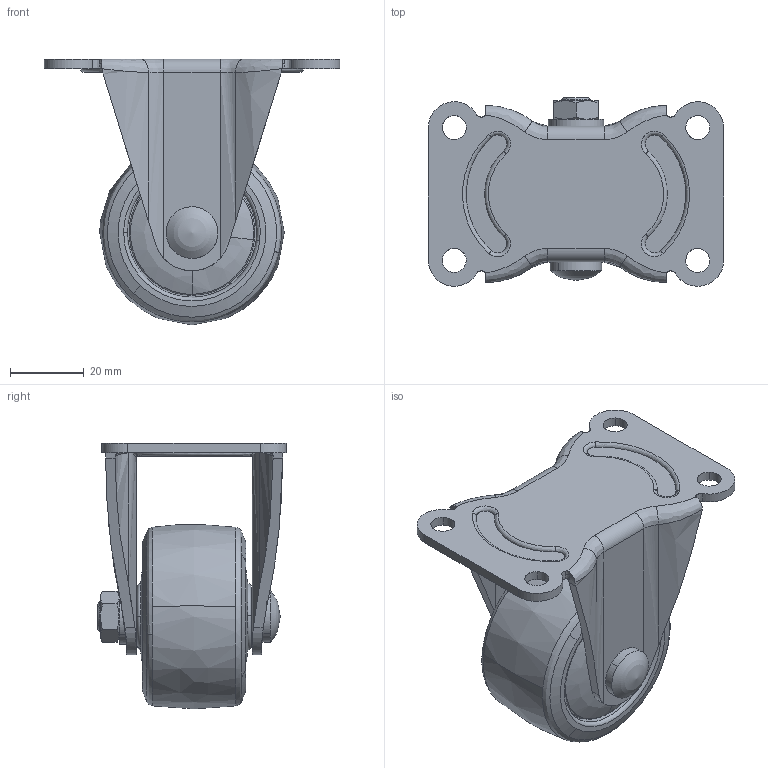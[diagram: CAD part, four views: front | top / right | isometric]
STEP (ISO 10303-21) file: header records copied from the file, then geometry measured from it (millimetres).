
FILE_DESCRIPTION((''),'2;1');
FILE_NAME('','2006-02-22T14:54:16',(''),(''),'','CADfix','');
FILE_SCHEMA(('AUTOMOTIVE_DESIGN'));
Length unit declared in the file: millimetre
Products named in the file (4): wheel; body; axle; No_604HB2_PA_6288_36
Assembly tree (3 placements, depth 2):
  No_604HB2_PA_6288_36
    wheel
    body
    axle
Bounding box: 80 x 51.14 x 72 mm (x, y, z)
Volume: 71854.3 mm3; surface area: 26373.2 mm2
Topology: 3 solids, 3 shells, 176 faces, 612 edges, 450 vertices
Faces by surface type: bspline 176
Entity records: 10310 total; most frequent: CARTESIAN_POINT 6716, ORIENTED_EDGE 1216, EDGE_CURVE 608, B_SPLINE_CURVE_WITH_KNOTS 488, VERTEX_POINT 450, EDGE_LOOP 202, FACE_OUTER_BOUND 176, ADVANCED_FACE 176
